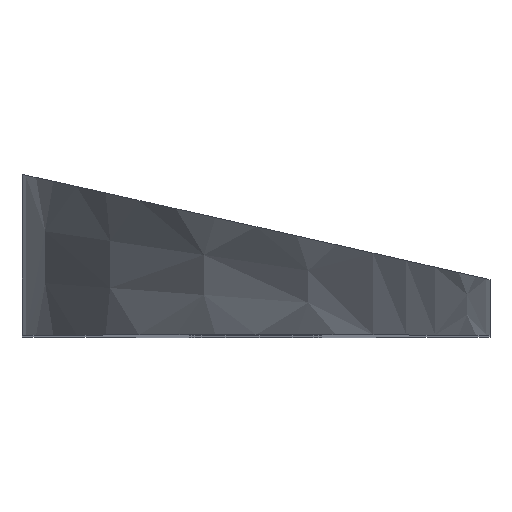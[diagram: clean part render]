
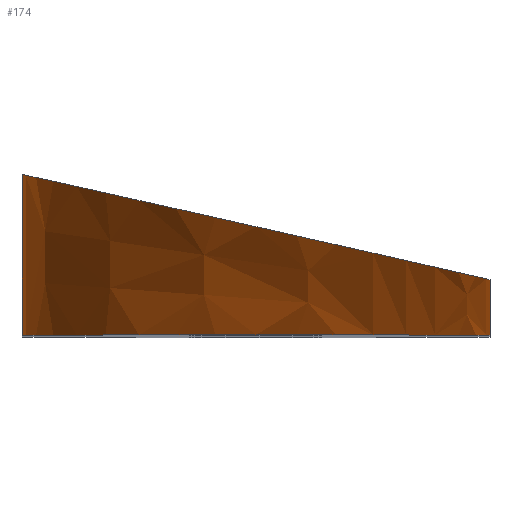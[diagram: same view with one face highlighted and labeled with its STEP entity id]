
A CAD part, top view. The second image highlights one B-rep face of the part: STEP entity #174.
In plain terms, the highlighted free-form (B-spline) face has degree [3, 3] with [9, 4] control points.
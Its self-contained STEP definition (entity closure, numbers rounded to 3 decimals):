
#21=CIRCLE('',#201,5.638);
#26=CIRCLE('',#207,5.5);
#38=FACE_OUTER_BOUND('',#52,.T.);
#52=EDGE_LOOP('',(#151,#152,#153,#154));
#68=LINE('',#493,#80);
#69=LINE('',#530,#81);
#80=VECTOR('',#239,4.275);
#81=VECTOR('',#240,10.);
#86=VERTEX_POINT('',#340);
#87=VERTEX_POINT('',#342);
#94=VERTEX_POINT('',#484);
#96=VERTEX_POINT('',#488);
#101=EDGE_CURVE('',#86,#87,#21,.T.);
#114=EDGE_CURVE('',#94,#96,#26,.T.);
#116=EDGE_CURVE('',#86,#94,#68,.T.);
#117=EDGE_CURVE('',#87,#96,#69,.T.);
#151=ORIENTED_EDGE('',*,*,#101,.F.);
#152=ORIENTED_EDGE('',*,*,#116,.T.);
#153=ORIENTED_EDGE('',*,*,#114,.T.);
#154=ORIENTED_EDGE('',*,*,#117,.F.);
#165=B_SPLINE_SURFACE_WITH_KNOTS('',3,3,((#494,#495,#496,#497),(#498,#499,
#500,#501),(#502,#503,#504,#505),(#506,#507,#508,#509),(#510,#511,#512,
#513),(#514,#515,#516,#517),(#518,#519,#520,#521),(#522,#523,#524,#525),
(#526,#527,#528,#529)),.UNSPECIFIED.,.F.,.F.,.F.,(4,1,1,1,1,1,4),(4,4),
(0.,0.143,0.286,0.429,0.571,
0.857,1.),(0.,1.),.UNSPECIFIED.);
#174=ADVANCED_FACE('',(#38),#165,.F.);
#201=AXIS2_PLACEMENT_3D('',#343,#216,#217);
#207=AXIS2_PLACEMENT_3D('',#490,#234,#235);
#216=DIRECTION('center_axis',(0.22,0.976,0.));
#217=DIRECTION('ref_axis',(-0.976,0.22,0.));
#234=DIRECTION('center_axis',(0.,1.,0.));
#235=DIRECTION('ref_axis',(-1.,0.,0.));
#239=DIRECTION('',(0.,-0.884,-0.468));
#240=DIRECTION('',(0.,-0.545,-0.838));
#340=CARTESIAN_POINT('',(-33.,11.43,49.167));
#342=CARTESIAN_POINT('',(-22.,8.953,49.167));
#343=CARTESIAN_POINT('Origin',(-27.5,10.191,49.167));
#484=CARTESIAN_POINT('',(-33.,7.652,47.167));
#488=CARTESIAN_POINT('',(-22.,7.652,47.167));
#490=CARTESIAN_POINT('Origin',(-27.5,7.652,47.167));
#493=CARTESIAN_POINT('',(-33.,11.43,49.167));
#494=CARTESIAN_POINT('Ctrl Pts',(-33.,11.43,49.167));
#495=CARTESIAN_POINT('Ctrl Pts',(-33.,10.17,48.501));
#496=CARTESIAN_POINT('Ctrl Pts',(-33.,8.911,47.834));
#497=CARTESIAN_POINT('Ctrl Pts',(-33.,7.652,47.167));
#498=CARTESIAN_POINT('Ctrl Pts',(-33.,11.43,50.011));
#499=CARTESIAN_POINT('Ctrl Pts',(-33.,10.17,49.337));
#500=CARTESIAN_POINT('Ctrl Pts',(-33.,8.911,48.664));
#501=CARTESIAN_POINT('Ctrl Pts',(-33.,7.652,47.99));
#502=CARTESIAN_POINT('Ctrl Pts',(-32.625,11.345,51.696));
#503=CARTESIAN_POINT('Ctrl Pts',(-32.625,10.114,51.009));
#504=CARTESIAN_POINT('Ctrl Pts',(-32.625,8.883,50.321));
#505=CARTESIAN_POINT('Ctrl Pts',(-32.625,7.652,49.634));
#506=CARTESIAN_POINT('Ctrl Pts',(-31.045,10.989,53.729));
#507=CARTESIAN_POINT('Ctrl Pts',(-31.045,9.877,53.025));
#508=CARTESIAN_POINT('Ctrl Pts',(-31.045,8.764,52.321));
#509=CARTESIAN_POINT('Ctrl Pts',(-31.045,7.652,51.618));
#510=CARTESIAN_POINT('Ctrl Pts',(-28.769,10.477,54.847));
#511=CARTESIAN_POINT('Ctrl Pts',(-28.769,9.535,54.134));
#512=CARTESIAN_POINT('Ctrl Pts',(-28.769,8.594,53.421));
#513=CARTESIAN_POINT('Ctrl Pts',(-28.769,7.652,52.708));
#514=CARTESIAN_POINT('Ctrl Pts',(-25.379,9.714,54.867));
#515=CARTESIAN_POINT('Ctrl Pts',(-25.379,9.026,54.154));
#516=CARTESIAN_POINT('Ctrl Pts',(-25.379,8.339,53.441));
#517=CARTESIAN_POINT('Ctrl Pts',(-25.379,7.652,52.728));
#518=CARTESIAN_POINT('Ctrl Pts',(-22.549,9.077,52.559));
#519=CARTESIAN_POINT('Ctrl Pts',(-22.549,8.602,51.865));
#520=CARTESIAN_POINT('Ctrl Pts',(-22.549,8.126,51.17));
#521=CARTESIAN_POINT('Ctrl Pts',(-22.549,7.652,50.476));
#522=CARTESIAN_POINT('Ctrl Pts',(-22.,8.953,50.011));
#523=CARTESIAN_POINT('Ctrl Pts',(-22.,8.519,49.337));
#524=CARTESIAN_POINT('Ctrl Pts',(-22.,8.086,48.664));
#525=CARTESIAN_POINT('Ctrl Pts',(-22.,7.652,47.99));
#526=CARTESIAN_POINT('Ctrl Pts',(-22.,8.953,49.167));
#527=CARTESIAN_POINT('Ctrl Pts',(-22.,8.519,48.501));
#528=CARTESIAN_POINT('Ctrl Pts',(-22.,8.086,47.834));
#529=CARTESIAN_POINT('Ctrl Pts',(-22.,7.652,47.167));
#530=CARTESIAN_POINT('',(-22.,8.953,49.167));
